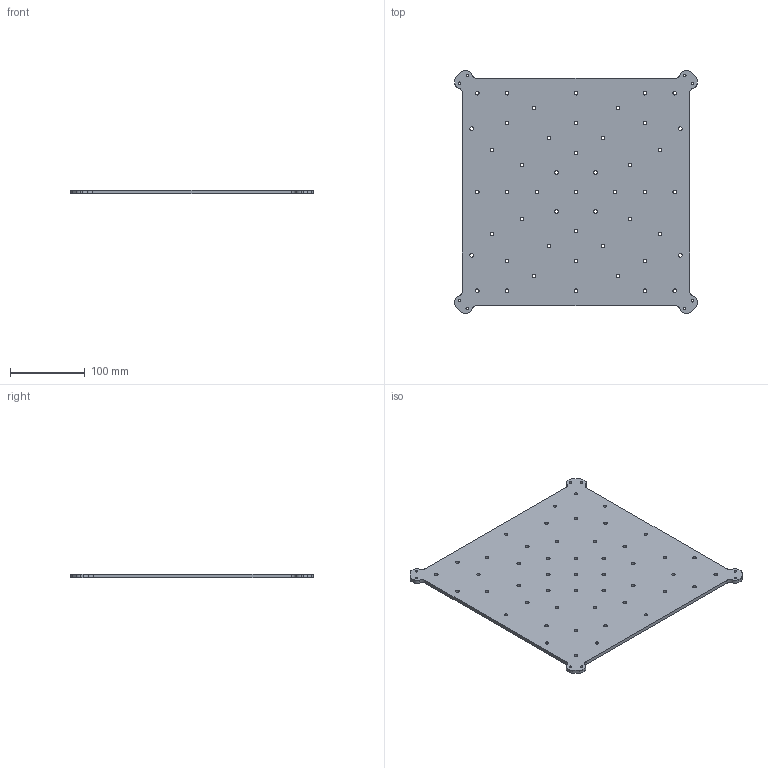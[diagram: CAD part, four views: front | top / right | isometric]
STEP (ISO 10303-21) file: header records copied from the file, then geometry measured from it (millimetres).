
FILE_DESCRIPTION(/* description */ (''),/* implementation_level */ '2;1');
FILE_NAME(/* name */ 'bed.stp',/* time_stamp */ '2019-11-12T20:26:52-08:00',/* author */ ('piercet'),/* organization */ (''),/* preprocessor_version */ 'ST-DEVELOPER v17.2',/* originating_system */ 'Autodesk Inventor 2019',/* authorisation */ '');
FILE_SCHEMA (('AUTOMOTIVE_DESIGN { 1 0 10303 214 3 1 1 }'));
Length unit declared in the file: millimetre
Products named in the file (1): bed
Bounding box: 325 x 325 x 4.76 mm (x, y, z)
Volume: 444140.2 mm3; surface area: 196722.6 mm2
Topology: 1 solids, 1 shells, 99 faces, 291 edges, 194 vertices
Faces by surface type: cylinder 81, plane 18
Full cylindrical faces by diameter (mm): 3 x4, 3.3 x4, 4.77 x49
Entity records: 3656 total; most frequent: DIRECTION 653, CARTESIAN_POINT 585, ORIENTED_EDGE 582, EDGE_CURVE 291, AXIS2_PLACEMENT_3D 262, EDGE_LOOP 213, VERTEX_POINT 194, CIRCLE 162
